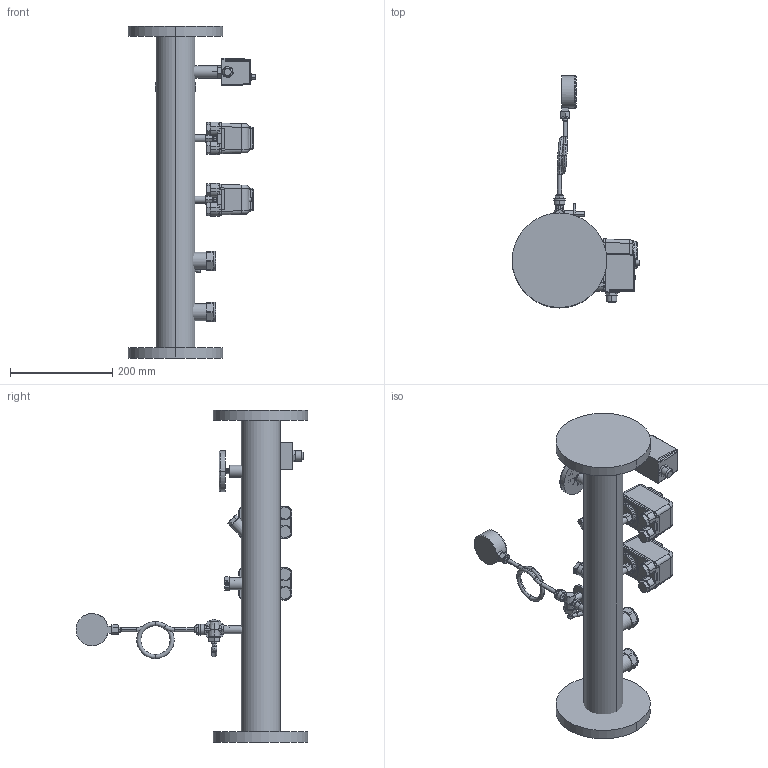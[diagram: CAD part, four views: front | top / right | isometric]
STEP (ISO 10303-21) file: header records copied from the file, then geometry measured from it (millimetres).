
FILE_DESCRIPTION (( 'STEP AP203' ), '1' );
FILE_NAME ('TRI065.STEP', '2023-03-22T13:03:37', ( '' ), ( '' ), 'SwSTEP 2.0', 'SolidWorks 2021', '' );
FILE_SCHEMA (( 'CONFIG_CONTROL_DESIGN' ));
Products named in the file (1): TRI065
Bounding box: 249.5 x 454 x 650 mm (x, y, z)
Volume: 5453625.1 mm3; surface area: 517807.2 mm2
Topology: 28 solids, 28 shells, 2309 faces, 5823 edges, 3799 vertices
Faces by surface type: plane 1288, bspline 608, cylinder 254, cone 74, torus 66, sphere 19
Entity records: 101348 total; most frequent: CARTESIAN_POINT 50034, ORIENTED_EDGE 11600, DIRECTION 8474, EDGE_CURVE 5800, VERTEX_POINT 3795, LINE 3630, VECTOR 3630, EDGE_LOOP 2561
